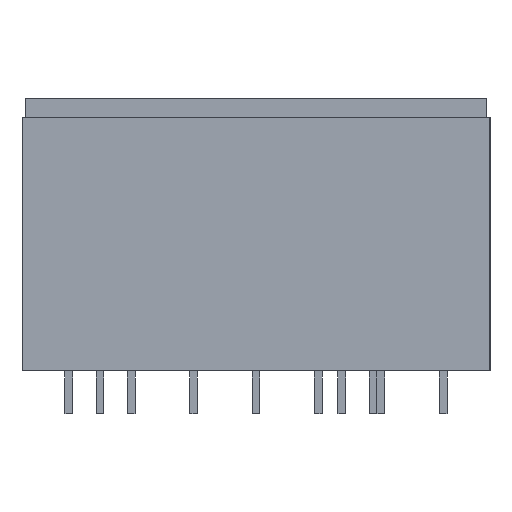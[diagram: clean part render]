
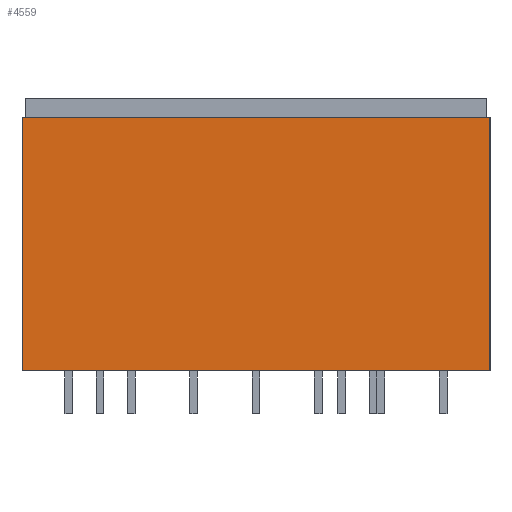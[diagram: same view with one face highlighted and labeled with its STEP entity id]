
A CAD part, left-side view. The second image highlights one B-rep face of the part: STEP entity #4559.
In plain terms, the highlighted free-form (B-spline) face has degree [1, 1] with [2, 2] control points.
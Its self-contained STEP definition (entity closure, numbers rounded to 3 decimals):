
#4440=CARTESIAN_POINT('',(-37.719,19.05,20.625));
#4441=VERTEX_POINT('',#4440);
#4448=CARTESIAN_POINT('',(-37.719,-19.05,20.625));
#4449=VERTEX_POINT('',#4448);
#4450=CARTESIAN_POINT('',(-37.719,-19.05,20.625));
#4451=DIRECTION('',(0.0,1.0,0.0));
#4452=VECTOR('',#4451,38.1);
#4453=LINE('',#4450,#4452);
#4454=EDGE_CURVE('',#4449,#4441,#4453,.T.);
#4488=CARTESIAN_POINT('',(-37.719,-19.05,0.0));
#4489=VERTEX_POINT('',#4488);
#4496=CARTESIAN_POINT('',(-37.719,19.05,0.0));
#4497=VERTEX_POINT('',#4496);
#4498=CARTESIAN_POINT('',(-37.719,19.05,0.0));
#4499=DIRECTION('',(0.0,-1.0,0.0));
#4500=VECTOR('',#4499,38.1);
#4501=LINE('',#4498,#4500);
#4502=EDGE_CURVE('',#4497,#4489,#4501,.T.);
#4526=CARTESIAN_POINT('',(-37.719,19.05,20.625));
#4527=DIRECTION('',(0.0,0.0,-1.0));
#4528=VECTOR('',#4527,20.625);
#4529=LINE('',#4526,#4528);
#4530=EDGE_CURVE('',#4441,#4497,#4529,.T.);
#4543=CARTESIAN_POINT('',(-37.719,-19.05,20.625));
#4544=CARTESIAN_POINT('',(-37.719,-19.05,0.0));
#4545=CARTESIAN_POINT('',(-37.719,19.05,20.625));
#4546=CARTESIAN_POINT('',(-37.719,19.05,0.0));
#4547=B_SPLINE_SURFACE_WITH_KNOTS('',1,1,((#4543,#4545),(#4544,#4546)),.UNSPECIFIED.,.F.,.F.,.U.,(2,2),(2,2),(0.0,20.625),(0.0,38.1),.UNSPECIFIED.);
#4548=CARTESIAN_POINT('',(-37.719,-19.05,20.625));
#4549=DIRECTION('',(0.0,0.0,-1.0));
#4550=VECTOR('',#4549,20.625);
#4551=LINE('',#4548,#4550);
#4552=EDGE_CURVE('',#4449,#4489,#4551,.T.);
#4553=ORIENTED_EDGE('',*,*,#4552,.F.);
#4554=ORIENTED_EDGE('',*,*,#4454,.T.);
#4555=ORIENTED_EDGE('',*,*,#4530,.T.);
#4556=ORIENTED_EDGE('',*,*,#4502,.T.);
#4557=EDGE_LOOP('',(#4553,#4554,#4555,#4556));
#4558=FACE_OUTER_BOUND('',#4557,.T.);
#4559=ADVANCED_FACE('',(#4558),#4547,.F.);
